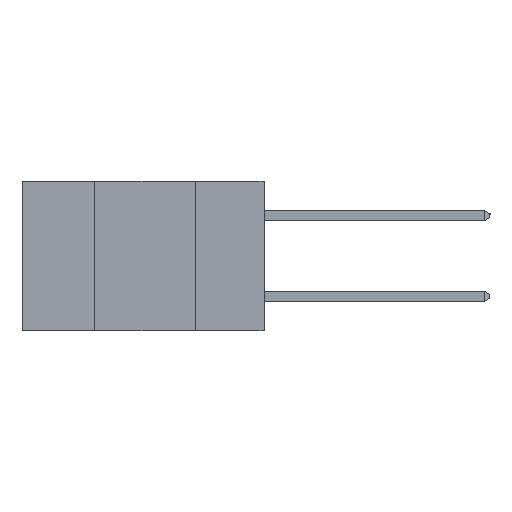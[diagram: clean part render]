
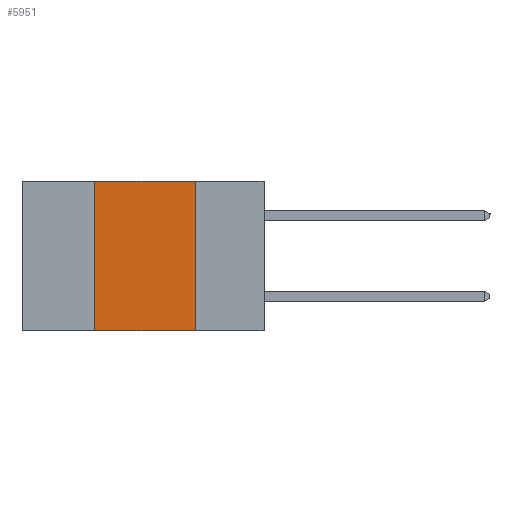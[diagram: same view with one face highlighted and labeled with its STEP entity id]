
A CAD part, left-side view. The second image highlights one B-rep face of the part: STEP entity #5951.
In plain terms, the highlighted planar face has unit normal (-1, 0, 0).
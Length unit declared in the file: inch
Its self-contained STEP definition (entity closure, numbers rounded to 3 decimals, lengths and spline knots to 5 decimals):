
#286 = VERTEX_POINT ( 'NONE', #8338 ) ;
#446 = CARTESIAN_POINT ( 'NONE',  ( 0., 0.17, -0.37 ) ) ;
#1545 = EDGE_CURVE ( 'NONE', #286, #15819, #14949, .T. ) ;
#1876 = AXIS2_PLACEMENT_3D ( 'NONE', #2273, #9132, #13028 ) ;
#2273 = CARTESIAN_POINT ( 'NONE',  ( 0., 0.6, 0. ) ) ;
#2545 = EDGE_CURVE ( 'NONE', #14609, #4017, #9868, .T. ) ;
#2641 = CARTESIAN_POINT ( 'NONE',  ( 0., 0.6, -0.37 ) ) ;
#3034 = DIRECTION ( 'NONE',  ( 0., 0., -1. ) ) ;
#3393 = VECTOR ( 'NONE', #3034, 39.37008 ) ;
#3408 = DIRECTION ( 'NONE',  ( 0., -1., 0. ) ) ;
#3947 = LINE ( 'NONE', #2641, #7964 ) ;
#4017 = VERTEX_POINT ( 'NONE', #9045 ) ;
#4710 = CARTESIAN_POINT ( 'NONE',  ( 0., 0.6, 0. ) ) ;
#5528 = EDGE_CURVE ( 'NONE', #4017, #286, #11351, .T. ) ;
#5951 = ADVANCED_FACE ( 'NONE', ( #15697 ), #16974, .F. ) ;
#6389 = ORIENTED_EDGE ( 'NONE', *, *, #1545, .F. ) ;
#7492 = CARTESIAN_POINT ( 'NONE',  ( 0., 0.42, -0.37 ) ) ;
#7960 = DIRECTION ( 'NONE',  ( 0., -1., 0. ) ) ;
#7964 = VECTOR ( 'NONE', #7960, 39.37008 ) ;
#8338 = CARTESIAN_POINT ( 'NONE',  ( 0., 0.17, 0. ) ) ;
#9045 = CARTESIAN_POINT ( 'NONE',  ( 0., 0.42, 0. ) ) ;
#9132 = DIRECTION ( 'NONE',  ( 1., 0., 0. ) ) ;
#9868 = LINE ( 'NONE', #13775, #12113 ) ;
#10270 = ORIENTED_EDGE ( 'NONE', *, *, #2545, .F. ) ;
#11351 = LINE ( 'NONE', #4710, #13490 ) ;
#11997 = EDGE_CURVE ( 'NONE', #14609, #15819, #3947, .T. ) ;
#12113 = VECTOR ( 'NONE', #15009, 39.37008 ) ;
#13028 = DIRECTION ( 'NONE',  ( 0., 0., -1. ) ) ;
#13490 = VECTOR ( 'NONE', #3408, 39.37008 ) ;
#13515 = EDGE_LOOP ( 'NONE', ( #6389, #14129, #10270, #15459 ) ) ;
#13775 = CARTESIAN_POINT ( 'NONE',  ( 0., 0.42, -0.37 ) ) ;
#14129 = ORIENTED_EDGE ( 'NONE', *, *, #5528, .F. ) ;
#14609 = VERTEX_POINT ( 'NONE', #7492 ) ;
#14949 = LINE ( 'NONE', #446, #3393 ) ;
#15009 = DIRECTION ( 'NONE',  ( 0., 0., 1. ) ) ;
#15251 = CARTESIAN_POINT ( 'NONE',  ( 0., 0.17, -0.37 ) ) ;
#15459 = ORIENTED_EDGE ( 'NONE', *, *, #11997, .T. ) ;
#15697 = FACE_OUTER_BOUND ( 'NONE', #13515, .T. ) ;
#15819 = VERTEX_POINT ( 'NONE', #15251 ) ;
#16974 = PLANE ( 'NONE',  #1876 ) ;
